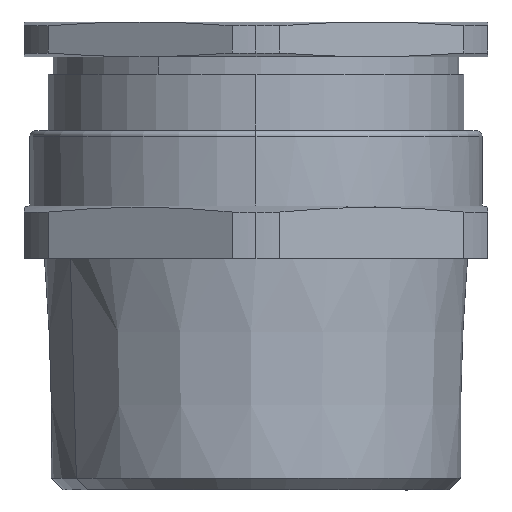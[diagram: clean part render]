
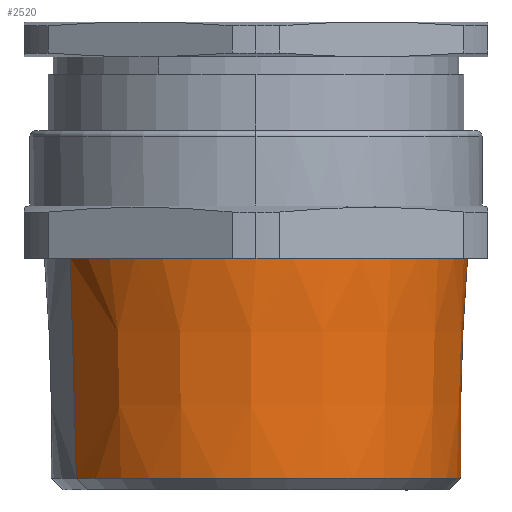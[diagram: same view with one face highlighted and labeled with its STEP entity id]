
A CAD part, front view. The second image highlights one B-rep face of the part: STEP entity #2520.
In plain terms, the highlighted conical face has half-angle 1.78 degrees and reference radius 35.257 mm.
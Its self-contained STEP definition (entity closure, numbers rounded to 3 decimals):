
#2287=AXIS2_PLACEMENT_3D('Circle Axis2P3D',#2285,#2286,$) ;
#2294=AXIS2_PLACEMENT_3D('Circle Axis2P3D',#2292,#2293,$) ;
#2492=AXIS2_PLACEMENT_3D('Cone Axis2P3D',#2489,#2490,#2491) ;
#2510=AXIS2_PLACEMENT_3D('Circle Axis2P3D',#2508,#2509,$) ;
#2280=CARTESIAN_POINT('Vertex',(7.968,26.501,40.)) ;
#2285=CARTESIAN_POINT('Axis2P3D Location',(40.,44.,40.)) ;
#2289=CARTESIAN_POINT('Vertex',(40.,7.5,40.)) ;
#2292=CARTESIAN_POINT('Axis2P3D Location',(40.,44.,40.)) ;
#2296=CARTESIAN_POINT('Vertex',(72.032,61.499,40.)) ;
#2489=CARTESIAN_POINT('Axis2P3D Location',(40.,44.,0.)) ;
#2494=CARTESIAN_POINT('Line Origine',(71.486,61.201,20.)) ;
#2498=CARTESIAN_POINT('Vertex',(70.995,60.933,1.999)) ;
#2501=CARTESIAN_POINT('Line Origine',(8.514,26.799,20.)) ;
#2505=CARTESIAN_POINT('Vertex',(9.005,27.067,1.999)) ;
#2508=CARTESIAN_POINT('Axis2P3D Location',(40.,44.,1.999)) ;
#2286=DIRECTION('Axis2P3D Direction',(0.,0.,-1.)) ;
#2293=DIRECTION('Axis2P3D Direction',(0.,0.,-1.)) ;
#2490=DIRECTION('Axis2P3D Direction',(0.,0.,1.)) ;
#2491=DIRECTION('Axis2P3D XDirection',(0.878,0.479,0.)) ;
#2495=DIRECTION('Vector Direction',(0.027,0.015,1.)) ;
#2502=DIRECTION('Vector Direction',(-0.027,-0.015,1.)) ;
#2509=DIRECTION('Axis2P3D Direction',(0.,0.,1.)) ;
#2496=VECTOR('Line Direction',#2495,1.) ;
#2503=VECTOR('Line Direction',#2502,1.) ;
#2514=ORIENTED_EDGE('',*,*,#2500,.T.) ;
#2515=ORIENTED_EDGE('',*,*,#2298,.T.) ;
#2516=ORIENTED_EDGE('',*,*,#2291,.T.) ;
#2517=ORIENTED_EDGE('',*,*,#2507,.F.) ;
#2518=ORIENTED_EDGE('',*,*,#2512,.T.) ;
#2520=ADVANCED_FACE('PartBody',(#2519),#2493,.T.) ;
#2288=CIRCLE('generated circle',#2287,36.5) ;
#2295=CIRCLE('generated circle',#2294,36.5) ;
#2511=CIRCLE('generated circle',#2510,35.319) ;
#2493=CONICAL_SURFACE('Cone',#2492,35.257,0.031) ;
#2291=EDGE_CURVE('',#2290,#2281,#2288,.T.) ;
#2298=EDGE_CURVE('',#2297,#2290,#2295,.T.) ;
#2500=EDGE_CURVE('',#2499,#2297,#2497,.T.) ;
#2507=EDGE_CURVE('',#2506,#2281,#2504,.T.) ;
#2512=EDGE_CURVE('',#2506,#2499,#2511,.T.) ;
#2513=EDGE_LOOP('',(#2514,#2515,#2516,#2517,#2518)) ;
#2519=FACE_OUTER_BOUND('',#2513,.T.) ;
#2497=LINE('Line',#2494,#2496) ;
#2504=LINE('Line',#2501,#2503) ;
#2281=VERTEX_POINT('',#2280) ;
#2290=VERTEX_POINT('',#2289) ;
#2297=VERTEX_POINT('',#2296) ;
#2499=VERTEX_POINT('',#2498) ;
#2506=VERTEX_POINT('',#2505) ;
